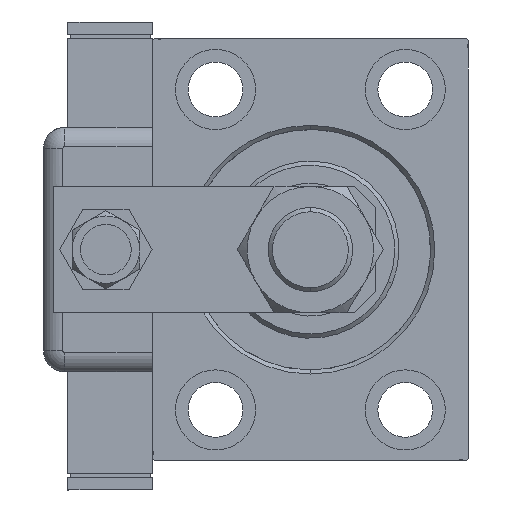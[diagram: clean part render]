
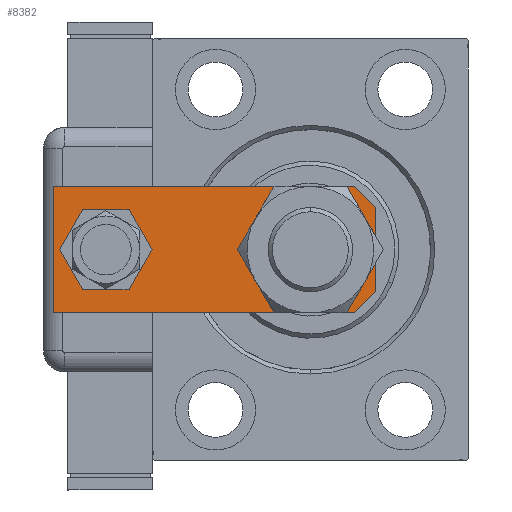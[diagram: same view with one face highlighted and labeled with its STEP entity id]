
A CAD part, left-side view. The second image highlights one B-rep face of the part: STEP entity #8382.
In plain terms, the highlighted face is planar.
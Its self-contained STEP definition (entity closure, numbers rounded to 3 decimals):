
#718 = DIRECTION ( 'NONE',  ( -1., 0., 0. ) ) ;
#1387 = CARTESIAN_POINT ( 'NONE',  ( -7., 64., 0. ) ) ;
#1458 = EDGE_CURVE ( 'NONE', #46889, #13854, #40579, .T. ) ;
#1599 = CARTESIAN_POINT ( 'NONE',  ( 7., 64., 0. ) ) ;
#1667 = VERTEX_POINT ( 'NONE', #34340 ) ;
#1907 = DIRECTION ( 'NONE',  ( 0., 1., 0. ) ) ;
#2210 = CARTESIAN_POINT ( 'NONE',  ( 15., 0., 0. ) ) ;
#5363 = CARTESIAN_POINT ( 'NONE',  ( 0., 15.5, 0. ) ) ;
#5400 = EDGE_LOOP ( 'NONE', ( #53894, #52904 ) ) ;
#5969 = EDGE_LOOP ( 'NONE', ( #15197, #15623, #12375, #26976, #58566, #39898 ) ) ;
#8382 = ADVANCED_FACE ( 'NONE', ( #19733, #57398, #15112 ), #50514, .F. ) ;
#8736 = AXIS2_PLACEMENT_3D ( 'NONE', #59760, #22399, #36924 ) ;
#9376 = DIRECTION ( 'NONE',  ( 0., 0., 1. ) ) ;
#10245 = DIRECTION ( 'NONE',  ( 1., 0., 0. ) ) ;
#10816 = VERTEX_POINT ( 'NONE', #16699 ) ;
#11040 = CARTESIAN_POINT ( 'NONE',  ( -15., 76.5, 0. ) ) ;
#11903 = CIRCLE ( 'NONE', #34599, 10. ) ;
#12375 = ORIENTED_EDGE ( 'NONE', *, *, #55076, .F. ) ;
#12710 = CARTESIAN_POINT ( 'NONE',  ( -15., 76.5, 0. ) ) ;
#12845 = EDGE_CURVE ( 'NONE', #13778, #57557, #16645, .T. ) ;
#13434 = CARTESIAN_POINT ( 'NONE',  ( 15., 5., 0. ) ) ;
#13778 = VERTEX_POINT ( 'NONE', #1599 ) ;
#13854 = VERTEX_POINT ( 'NONE', #12710 ) ;
#15112 = FACE_BOUND ( 'NONE', #34358, .T. ) ;
#15197 = ORIENTED_EDGE ( 'NONE', *, *, #36913, .F. ) ;
#15264 = EDGE_CURVE ( 'NONE', #49780, #18939, #11903, .T. ) ;
#15623 = ORIENTED_EDGE ( 'NONE', *, *, #30871, .T. ) ;
#16645 = CIRCLE ( 'NONE', #24475, 7. ) ;
#16699 = CARTESIAN_POINT ( 'NONE',  ( -15., 5., 0. ) ) ;
#17118 = CARTESIAN_POINT ( 'NONE',  ( 15., 76.5, 0. ) ) ;
#17658 = EDGE_CURVE ( 'NONE', #57557, #13778, #39056, .T. ) ;
#18643 = DIRECTION ( 'NONE',  ( 1., 0., 0. ) ) ;
#18828 = ORIENTED_EDGE ( 'NONE', *, *, #15264, .T. ) ;
#18939 = VERTEX_POINT ( 'NONE', #44393 ) ;
#19251 = EDGE_CURVE ( 'NONE', #54105, #43430, #32875, .T. ) ;
#19501 = CARTESIAN_POINT ( 'NONE',  ( 0., 64., 0. ) ) ;
#19733 = FACE_OUTER_BOUND ( 'NONE', #5969, .T. ) ;
#19796 = LINE ( 'NONE', #33694, #20654 ) ;
#20654 = VECTOR ( 'NONE', #42056, 1000. ) ;
#21455 = CARTESIAN_POINT ( 'NONE',  ( 10., 0., 0. ) ) ;
#22399 = DIRECTION ( 'NONE',  ( 0., 0., 1. ) ) ;
#24178 = DIRECTION ( 'NONE',  ( 1., 0., 0. ) ) ;
#24442 = EDGE_CURVE ( 'NONE', #18939, #49780, #54874, .T. ) ;
#24475 = AXIS2_PLACEMENT_3D ( 'NONE', #19501, #52548, #10245 ) ;
#24486 = DIRECTION ( 'NONE',  ( 0., 0., 1. ) ) ;
#26976 = ORIENTED_EDGE ( 'NONE', *, *, #1458, .F. ) ;
#27255 = DIRECTION ( 'NONE',  ( 0., 0., 1. ) ) ;
#29599 = VECTOR ( 'NONE', #42813, 1000. ) ;
#29862 = DIRECTION ( 'NONE',  ( 0., -1., 0. ) ) ;
#30871 = EDGE_CURVE ( 'NONE', #1667, #10816, #19796, .T. ) ;
#32875 = LINE ( 'NONE', #13434, #58779 ) ;
#33694 = CARTESIAN_POINT ( 'NONE',  ( -10., 0., 0. ) ) ;
#34340 = CARTESIAN_POINT ( 'NONE',  ( -10., 0., 0. ) ) ;
#34358 = EDGE_LOOP ( 'NONE', ( #46995, #18828 ) ) ;
#34599 = AXIS2_PLACEMENT_3D ( 'NONE', #41170, #27255, #36559 ) ;
#35270 = CARTESIAN_POINT ( 'NONE',  ( 10., 15.5, 0. ) ) ;
#35423 = LINE ( 'NONE', #11040, #39354 ) ;
#36559 = DIRECTION ( 'NONE',  ( 1., 0., 0. ) ) ;
#36913 = EDGE_CURVE ( 'NONE', #1667, #43430, #46838, .T. ) ;
#36924 = DIRECTION ( 'NONE',  ( 1., 0., 0. ) ) ;
#37341 = VECTOR ( 'NONE', #1907, 1000. ) ;
#39056 = CIRCLE ( 'NONE', #56761, 7. ) ;
#39354 = VECTOR ( 'NONE', #29862, 1000. ) ;
#39898 = ORIENTED_EDGE ( 'NONE', *, *, #19251, .T. ) ;
#40579 = LINE ( 'NONE', #17118, #51821 ) ;
#41170 = CARTESIAN_POINT ( 'NONE',  ( 0., 15.5, 0. ) ) ;
#42056 = DIRECTION ( 'NONE',  ( -0.707, 0.707, 0. ) ) ;
#42483 = CARTESIAN_POINT ( 'NONE',  ( 15., 76.5, 0. ) ) ;
#42813 = DIRECTION ( 'NONE',  ( 1., 0., 0. ) ) ;
#43430 = VERTEX_POINT ( 'NONE', #21455 ) ;
#43882 = LINE ( 'NONE', #2210, #37341 ) ;
#44393 = CARTESIAN_POINT ( 'NONE',  ( -10., 15.5, 0. ) ) ;
#46838 = LINE ( 'NONE', #52385, #29599 ) ;
#46889 = VERTEX_POINT ( 'NONE', #42483 ) ;
#46995 = ORIENTED_EDGE ( 'NONE', *, *, #24442, .T. ) ;
#49780 = VERTEX_POINT ( 'NONE', #35270 ) ;
#50514 = PLANE ( 'NONE',  #8736 ) ;
#50790 = DIRECTION ( 'NONE',  ( -0.707, -0.707, 0. ) ) ;
#51516 = CARTESIAN_POINT ( 'NONE',  ( 15., 5., 0. ) ) ;
#51821 = VECTOR ( 'NONE', #718, 1000. ) ;
#51919 = AXIS2_PLACEMENT_3D ( 'NONE', #5363, #24486, #24178 ) ;
#52385 = CARTESIAN_POINT ( 'NONE',  ( -15., 0., 0. ) ) ;
#52548 = DIRECTION ( 'NONE',  ( 0., 0., 1. ) ) ;
#52904 = ORIENTED_EDGE ( 'NONE', *, *, #12845, .T. ) ;
#53894 = ORIENTED_EDGE ( 'NONE', *, *, #17658, .T. ) ;
#54105 = VERTEX_POINT ( 'NONE', #51516 ) ;
#54874 = CIRCLE ( 'NONE', #51919, 10. ) ;
#55076 = EDGE_CURVE ( 'NONE', #13854, #10816, #35423, .T. ) ;
#56761 = AXIS2_PLACEMENT_3D ( 'NONE', #56904, #9376, #18643 ) ;
#56861 = EDGE_CURVE ( 'NONE', #54105, #46889, #43882, .T. ) ;
#56904 = CARTESIAN_POINT ( 'NONE',  ( 0., 64., 0. ) ) ;
#57398 = FACE_BOUND ( 'NONE', #5400, .T. ) ;
#57557 = VERTEX_POINT ( 'NONE', #1387 ) ;
#58566 = ORIENTED_EDGE ( 'NONE', *, *, #56861, .F. ) ;
#58779 = VECTOR ( 'NONE', #50790, 1000. ) ;
#59760 = CARTESIAN_POINT ( 'NONE',  ( 0., 0., 0. ) ) ;
